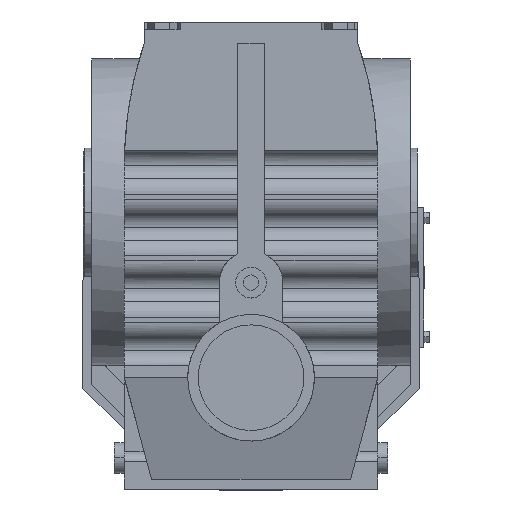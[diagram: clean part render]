
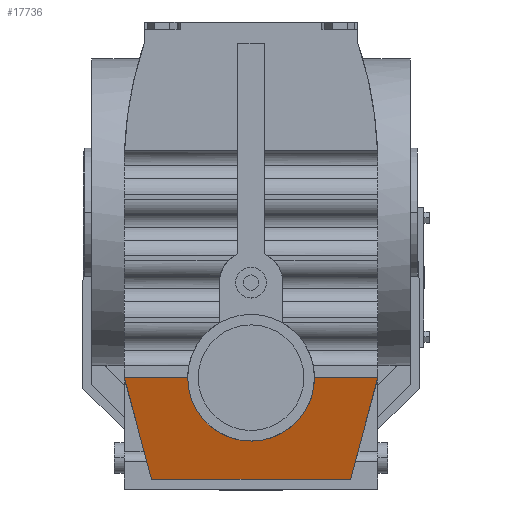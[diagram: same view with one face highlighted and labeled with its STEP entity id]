
A CAD part, top view. The second image highlights one B-rep face of the part: STEP entity #17736.
In plain terms, the highlighted planar face has unit normal (0, -0.272, 0.962).
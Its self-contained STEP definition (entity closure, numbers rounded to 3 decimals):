
#4820 = VERTEX_POINT('',#4821);
#4821 = CARTESIAN_POINT('',(-64.,-61.667,228.));
#4835 = PLANE('',#4836);
#4836 = AXIS2_PLACEMENT_3D('',#4837,#4838,#4839);
#4837 = CARTESIAN_POINT('',(-64.,-61.667,-3.));
#4838 = DIRECTION('',(-0.966,-0.259,0.));
#4839 = DIRECTION('',(0.259,-0.966,0.));
#4863 = PLANE('',#4864);
#4864 = AXIS2_PLACEMENT_3D('',#4865,#4866,#4867);
#4865 = CARTESIAN_POINT('',(64.,118.,228.));
#4866 = DIRECTION('',(0.,0.,-1.));
#4867 = DIRECTION('',(0.,1.,0.));
#8736 = VERTEX_POINT('',#8737);
#8737 = CARTESIAN_POINT('',(-50.245,-113.,213.5));
#8751 = PLANE('',#8752);
#8752 = AXIS2_PLACEMENT_3D('',#8753,#8754,#8755);
#8753 = CARTESIAN_POINT('',(64.,-113.,29.5));
#8754 = DIRECTION('',(0.,1.,0.));
#8755 = DIRECTION('',(0.,0.,1.));
#8763 = EDGE_CURVE('',#8736,#4820,#8764,.T.);
#8764 = SURFACE_CURVE('',#8765,(#8769,#8776),.PCURVE_S1.);
#8765 = LINE('',#8766,#8767);
#8766 = CARTESIAN_POINT('',(-43.123,-139.582,
    205.991));
#8767 = VECTOR('',#8768,1.);
#8768 = DIRECTION('',(-0.25,0.932,0.263));
#8769 = PCURVE('',#4835,#8770);
#8770 = DEFINITIONAL_REPRESENTATION('',(#8771),#8775);
#8771 = LINE('',#8772,#8773);
#8772 = CARTESIAN_POINT('',(80.664,208.991));
#8773 = VECTOR('',#8774,1.);
#8774 = DIRECTION('',(-0.965,0.263));
#8775 = ( GEOMETRIC_REPRESENTATION_CONTEXT(2) 
PARAMETRIC_REPRESENTATION_CONTEXT() REPRESENTATION_CONTEXT('2D SPACE',''
  ) );
#8776 = PCURVE('',#8777,#8782);
#8777 = PLANE('',#8778);
#8778 = AXIS2_PLACEMENT_3D('',#8779,#8780,#8781);
#8779 = CARTESIAN_POINT('',(64.,-113.,213.5));
#8780 = DIRECTION('',(0.,0.272,-0.962));
#8781 = DIRECTION('',(0.,0.962,0.272));
#8782 = DEFINITIONAL_REPRESENTATION('',(#8783),#8787);
#8783 = LINE('',#8784,#8785);
#8784 = CARTESIAN_POINT('',(-27.623,-107.123));
#8785 = VECTOR('',#8786,1.);
#8786 = DIRECTION('',(0.968,-0.25));
#8787 = ( GEOMETRIC_REPRESENTATION_CONTEXT(2) 
PARAMETRIC_REPRESENTATION_CONTEXT() REPRESENTATION_CONTEXT('2D SPACE',''
  ) );
#9819 = VERTEX_POINT('',#9820);
#9820 = CARTESIAN_POINT('',(-32.,-61.667,228.));
#9847 = EDGE_CURVE('',#9819,#4820,#9848,.T.);
#9848 = SURFACE_CURVE('',#9849,(#9853,#9860),.PCURVE_S1.);
#9849 = LINE('',#9850,#9851);
#9850 = CARTESIAN_POINT('',(64.,-61.667,228.));
#9851 = VECTOR('',#9852,1.);
#9852 = DIRECTION('',(-1.,0.,0.));
#9853 = PCURVE('',#4863,#9854);
#9854 = DEFINITIONAL_REPRESENTATION('',(#9855),#9859);
#9855 = LINE('',#9856,#9857);
#9856 = CARTESIAN_POINT('',(-179.667,0.));
#9857 = VECTOR('',#9858,1.);
#9858 = DIRECTION('',(0.,-1.));
#9859 = ( GEOMETRIC_REPRESENTATION_CONTEXT(2) 
PARAMETRIC_REPRESENTATION_CONTEXT() REPRESENTATION_CONTEXT('2D SPACE',''
  ) );
#9860 = PCURVE('',#8777,#9861);
#9861 = DEFINITIONAL_REPRESENTATION('',(#9862),#9866);
#9862 = LINE('',#9863,#9864);
#9863 = CARTESIAN_POINT('',(53.342,0.));
#9864 = VECTOR('',#9865,1.);
#9865 = DIRECTION('',(0.,-1.));
#9866 = ( GEOMETRIC_REPRESENTATION_CONTEXT(2) 
PARAMETRIC_REPRESENTATION_CONTEXT() REPRESENTATION_CONTEXT('2D SPACE',''
  ) );
#10205 = PLANE('',#10206);
#10206 = AXIS2_PLACEMENT_3D('',#10207,#10208,#10209);
#10207 = CARTESIAN_POINT('',(64.,-61.667,-3.));
#10208 = DIRECTION('',(0.966,-0.259,0.));
#10209 = DIRECTION('',(0.259,0.966,0.));
#17211 = VERTEX_POINT('',#17212);
#17212 = CARTESIAN_POINT('',(32.,-61.667,228.));
#17225 = CYLINDRICAL_SURFACE('',#17226,32.);
#17226 = AXIS2_PLACEMENT_3D('',#17227,#17228,#17229);
#17227 = CARTESIAN_POINT('',(0.,-61.667,232.));
#17228 = DIRECTION('',(0.,0.,-1.));
#17229 = DIRECTION('',(-1.,0.,0.));
#17252 = PLANE('',#17253);
#17253 = AXIS2_PLACEMENT_3D('',#17254,#17255,#17256);
#17254 = CARTESIAN_POINT('',(64.,118.,228.));
#17255 = DIRECTION('',(0.,0.,-1.));
#17256 = DIRECTION('',(0.,1.,0.));
#17736 = ADVANCED_FACE('',(#17737),#8777,.F.);
#17737 = FACE_BOUND('',#17738,.T.);
#17738 = EDGE_LOOP('',(#17739,#17784,#17785,#17786,#17809,#17832));
#17739 = ORIENTED_EDGE('',*,*,#17740,.F.);
#17740 = EDGE_CURVE('',#9819,#17211,#17741,.T.);
#17741 = SURFACE_CURVE('',#17742,(#17747,#17755),.PCURVE_S1.);
#17742 = ( BOUNDED_CURVE() B_SPLINE_CURVE(3,(#17743,#17744,#17745,#17746
),.UNSPECIFIED.,.F.,.F.) B_SPLINE_CURVE_WITH_KNOTS((4,4),(4.712
,7.854),.PIECEWISE_BEZIER_KNOTS.) CURVE() 
GEOMETRIC_REPRESENTATION_ITEM() RATIONAL_B_SPLINE_CURVE((1.,
0.333,0.333,1.)) REPRESENTATION_ITEM('') );
#17743 = CARTESIAN_POINT('',(-32.,-61.667,228.));
#17744 = CARTESIAN_POINT('',(-32.,-125.667,209.922));
#17745 = CARTESIAN_POINT('',(32.,-125.667,209.922));
#17746 = CARTESIAN_POINT('',(32.,-61.667,228.));
#17747 = PCURVE('',#8777,#17748);
#17748 = DEFINITIONAL_REPRESENTATION('',(#17749),#17754);
#17749 = ( BOUNDED_CURVE() B_SPLINE_CURVE(3,(#17750,#17751,#17752,#17753
),.UNSPECIFIED.,.F.,.F.) B_SPLINE_CURVE_WITH_KNOTS((4,4),(4.712
,7.854),.PIECEWISE_BEZIER_KNOTS.) CURVE() 
GEOMETRIC_REPRESENTATION_ITEM() RATIONAL_B_SPLINE_CURVE((1.,
0.333,0.333,1.)) REPRESENTATION_ITEM('') );
#17750 = CARTESIAN_POINT('',(53.342,-96.));
#17751 = CARTESIAN_POINT('',(-13.162,-96.));
#17752 = CARTESIAN_POINT('',(-13.162,-32.));
#17753 = CARTESIAN_POINT('',(53.342,-32.));
#17754 = ( GEOMETRIC_REPRESENTATION_CONTEXT(2) 
PARAMETRIC_REPRESENTATION_CONTEXT() REPRESENTATION_CONTEXT('2D SPACE',''
  ) );
#17755 = PCURVE('',#17225,#17756);
#17756 = DEFINITIONAL_REPRESENTATION('',(#17757),#17783);
#17757 = B_SPLINE_CURVE_WITH_KNOTS('',3,(#17758,#17759,#17760,#17761,
    #17762,#17763,#17764,#17765,#17766,#17767,#17768,#17769,#17770,
    #17771,#17772,#17773,#17774,#17775,#17776,#17777,#17778,#17779,
    #17780,#17781,#17782),.UNSPECIFIED.,.F.,.F.,(4,1,1,1,1,1,1,1,1,1,1,1
    ,1,1,1,1,1,1,1,1,1,1,4),(4.712,4.855,
    4.998,5.141,5.284,5.426,
    5.569,5.712,5.855,5.998,
    6.14,6.283,6.426,6.569,
    6.712,6.854,6.997,7.14,
    7.283,7.426,7.568,7.711,
    7.854),.QUASI_UNIFORM_KNOTS.);
#17758 = CARTESIAN_POINT('',(6.283,4.));
#17759 = CARTESIAN_POINT('',(6.253,4.273));
#17760 = CARTESIAN_POINT('',(6.19,4.847));
#17761 = CARTESIAN_POINT('',(6.085,5.779));
#17762 = CARTESIAN_POINT('',(5.972,6.777));
#17763 = CARTESIAN_POINT('',(5.848,7.824));
#17764 = CARTESIAN_POINT('',(5.713,8.896));
#17765 = CARTESIAN_POINT('',(5.567,9.954));
#17766 = CARTESIAN_POINT('',(5.412,10.948));
#17767 = CARTESIAN_POINT('',(5.246,11.819));
#17768 = CARTESIAN_POINT('',(5.073,12.501));
#17769 = CARTESIAN_POINT('',(4.894,12.939));
#17770 = CARTESIAN_POINT('',(4.712,13.089));
#17771 = CARTESIAN_POINT('',(4.531,12.939));
#17772 = CARTESIAN_POINT('',(4.352,12.501));
#17773 = CARTESIAN_POINT('',(4.179,11.819));
#17774 = CARTESIAN_POINT('',(4.013,10.948));
#17775 = CARTESIAN_POINT('',(3.857,9.954));
#17776 = CARTESIAN_POINT('',(3.712,8.896));
#17777 = CARTESIAN_POINT('',(3.577,7.824));
#17778 = CARTESIAN_POINT('',(3.453,6.777));
#17779 = CARTESIAN_POINT('',(3.339,5.779));
#17780 = CARTESIAN_POINT('',(3.235,4.847));
#17781 = CARTESIAN_POINT('',(3.172,4.273));
#17782 = CARTESIAN_POINT('',(3.142,4.));
#17783 = ( GEOMETRIC_REPRESENTATION_CONTEXT(2) 
PARAMETRIC_REPRESENTATION_CONTEXT() REPRESENTATION_CONTEXT('2D SPACE',''
  ) );
#17784 = ORIENTED_EDGE('',*,*,#9847,.T.);
#17785 = ORIENTED_EDGE('',*,*,#8763,.F.);
#17786 = ORIENTED_EDGE('',*,*,#17787,.F.);
#17787 = EDGE_CURVE('',#17788,#8736,#17790,.T.);
#17788 = VERTEX_POINT('',#17789);
#17789 = CARTESIAN_POINT('',(50.245,-113.,213.5));
#17790 = SURFACE_CURVE('',#17791,(#17795,#17802),.PCURVE_S1.);
#17791 = LINE('',#17792,#17793);
#17792 = CARTESIAN_POINT('',(64.,-113.,213.5));
#17793 = VECTOR('',#17794,1.);
#17794 = DIRECTION('',(-1.,0.,0.));
#17795 = PCURVE('',#8777,#17796);
#17796 = DEFINITIONAL_REPRESENTATION('',(#17797),#17801);
#17797 = LINE('',#17798,#17799);
#17798 = CARTESIAN_POINT('',(0.,0.));
#17799 = VECTOR('',#17800,1.);
#17800 = DIRECTION('',(0.,-1.));
#17801 = ( GEOMETRIC_REPRESENTATION_CONTEXT(2) 
PARAMETRIC_REPRESENTATION_CONTEXT() REPRESENTATION_CONTEXT('2D SPACE',''
  ) );
#17802 = PCURVE('',#8751,#17803);
#17803 = DEFINITIONAL_REPRESENTATION('',(#17804),#17808);
#17804 = LINE('',#17805,#17806);
#17805 = CARTESIAN_POINT('',(184.,0.));
#17806 = VECTOR('',#17807,1.);
#17807 = DIRECTION('',(0.,-1.));
#17808 = ( GEOMETRIC_REPRESENTATION_CONTEXT(2) 
PARAMETRIC_REPRESENTATION_CONTEXT() REPRESENTATION_CONTEXT('2D SPACE',''
  ) );
#17809 = ORIENTED_EDGE('',*,*,#17810,.F.);
#17810 = EDGE_CURVE('',#17811,#17788,#17813,.T.);
#17811 = VERTEX_POINT('',#17812);
#17812 = CARTESIAN_POINT('',(64.,-61.667,228.));
#17813 = SURFACE_CURVE('',#17814,(#17818,#17825),.PCURVE_S1.);
#17814 = LINE('',#17815,#17816);
#17815 = CARTESIAN_POINT('',(51.103,-109.8,
    214.404));
#17816 = VECTOR('',#17817,1.);
#17817 = DIRECTION('',(-0.25,-0.932,-0.263)
  );
#17818 = PCURVE('',#8777,#17819);
#17819 = DEFINITIONAL_REPRESENTATION('',(#17820),#17824);
#17820 = LINE('',#17821,#17822);
#17821 = CARTESIAN_POINT('',(3.326,-12.897));
#17822 = VECTOR('',#17823,1.);
#17823 = DIRECTION('',(-0.968,-0.25));
#17824 = ( GEOMETRIC_REPRESENTATION_CONTEXT(2) 
PARAMETRIC_REPRESENTATION_CONTEXT() REPRESENTATION_CONTEXT('2D SPACE',''
  ) );
#17825 = PCURVE('',#10205,#17826);
#17826 = DEFINITIONAL_REPRESENTATION('',(#17827),#17831);
#17827 = LINE('',#17828,#17829);
#17828 = CARTESIAN_POINT('',(-49.831,217.404));
#17829 = VECTOR('',#17830,1.);
#17830 = DIRECTION('',(-0.965,-0.263));
#17831 = ( GEOMETRIC_REPRESENTATION_CONTEXT(2) 
PARAMETRIC_REPRESENTATION_CONTEXT() REPRESENTATION_CONTEXT('2D SPACE',''
  ) );
#17832 = ORIENTED_EDGE('',*,*,#17833,.T.);
#17833 = EDGE_CURVE('',#17811,#17211,#17834,.T.);
#17834 = SURFACE_CURVE('',#17835,(#17839,#17846),.PCURVE_S1.);
#17835 = LINE('',#17836,#17837);
#17836 = CARTESIAN_POINT('',(64.,-61.667,228.));
#17837 = VECTOR('',#17838,1.);
#17838 = DIRECTION('',(-1.,0.,0.));
#17839 = PCURVE('',#8777,#17840);
#17840 = DEFINITIONAL_REPRESENTATION('',(#17841),#17845);
#17841 = LINE('',#17842,#17843);
#17842 = CARTESIAN_POINT('',(53.342,0.));
#17843 = VECTOR('',#17844,1.);
#17844 = DIRECTION('',(0.,-1.));
#17845 = ( GEOMETRIC_REPRESENTATION_CONTEXT(2) 
PARAMETRIC_REPRESENTATION_CONTEXT() REPRESENTATION_CONTEXT('2D SPACE',''
  ) );
#17846 = PCURVE('',#17252,#17847);
#17847 = DEFINITIONAL_REPRESENTATION('',(#17848),#17852);
#17848 = LINE('',#17849,#17850);
#17849 = CARTESIAN_POINT('',(-179.667,0.));
#17850 = VECTOR('',#17851,1.);
#17851 = DIRECTION('',(0.,-1.));
#17852 = ( GEOMETRIC_REPRESENTATION_CONTEXT(2) 
PARAMETRIC_REPRESENTATION_CONTEXT() REPRESENTATION_CONTEXT('2D SPACE',''
  ) );
